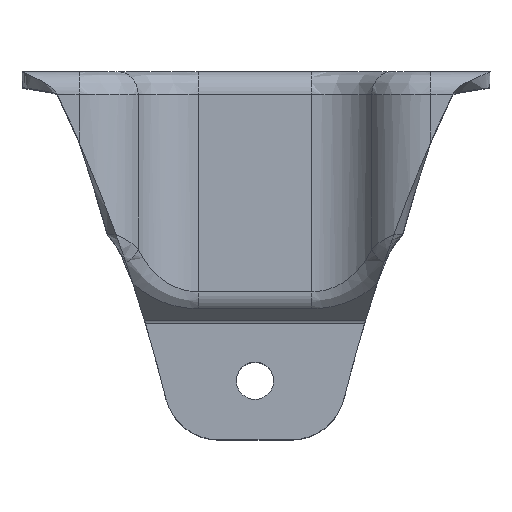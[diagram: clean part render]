
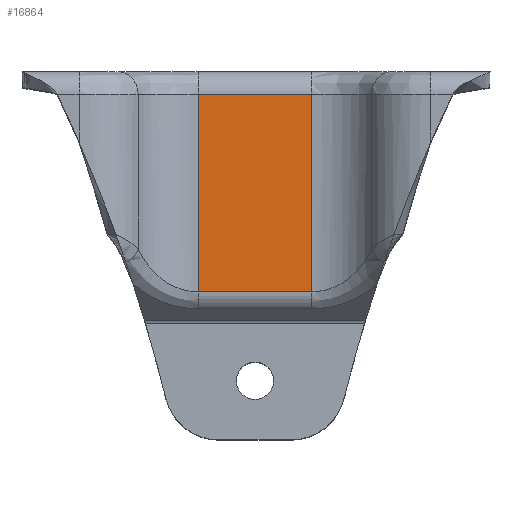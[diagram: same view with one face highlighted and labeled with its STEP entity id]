
A CAD part, top view. The second image highlights one B-rep face of the part: STEP entity #16864.
In plain terms, the highlighted planar face has unit normal (0, 0, 1).
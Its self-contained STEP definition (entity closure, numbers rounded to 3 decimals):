
#338 = VECTOR ( 'NONE', #17100, 1000. ) ;
#495 = CARTESIAN_POINT ( 'NONE',  ( -12.45, -5., 29.345 ) ) ;
#1189 = DIRECTION ( 'NONE',  ( 1., 0., 0. ) ) ;
#1629 = EDGE_CURVE ( 'NONE', #5334, #4631, #19659, .T. ) ;
#1865 = ORIENTED_EDGE ( 'NONE', *, *, #1629, .T. ) ;
#4631 = VERTEX_POINT ( 'NONE', #7490 ) ;
#5334 = VERTEX_POINT ( 'NONE', #495 ) ;
#6334 = DIRECTION ( 'NONE',  ( 0., 1., 0. ) ) ;
#6575 = VECTOR ( 'NONE', #15611, 1000. ) ;
#6632 = PLANE ( 'NONE',  #21147 ) ;
#7159 = VERTEX_POINT ( 'NONE', #14012 ) ;
#7490 = CARTESIAN_POINT ( 'NONE',  ( -12.45, -48.411, 29.345 ) ) ;
#8176 = ORIENTED_EDGE ( 'NONE', *, *, #10018, .T. ) ;
#8573 = ORIENTED_EDGE ( 'NONE', *, *, #19425, .F. ) ;
#9030 = DIRECTION ( 'NONE',  ( -1., 0., 0. ) ) ;
#9613 = ORIENTED_EDGE ( 'NONE', *, *, #11606, .T. ) ;
#10018 = EDGE_CURVE ( 'NONE', #4631, #11175, #23008, .T. ) ;
#11175 = VERTEX_POINT ( 'NONE', #24161 ) ;
#11606 = EDGE_CURVE ( 'NONE', #11175, #7159, #18237, .T. ) ;
#12674 = VECTOR ( 'NONE', #1189, 1000. ) ;
#13269 = DIRECTION ( 'NONE',  ( 0., 0., 1. ) ) ;
#13714 = CARTESIAN_POINT ( 'NONE',  ( 12.45, -5., 29.345 ) ) ;
#13845 = LINE ( 'NONE', #13714, #12674 ) ;
#14012 = CARTESIAN_POINT ( 'NONE',  ( 12.45, -5., 29.345 ) ) ;
#14642 = CARTESIAN_POINT ( 'NONE',  ( 12.45, -48.411, 29.345 ) ) ;
#15611 = DIRECTION ( 'NONE',  ( 0., -1., 0. ) ) ;
#16864 = ADVANCED_FACE ( 'NONE', ( #19052 ), #6632, .T. ) ;
#17100 = DIRECTION ( 'NONE',  ( 1., 0., 0. ) ) ;
#18237 = LINE ( 'NONE', #26447, #19193 ) ;
#19052 = FACE_OUTER_BOUND ( 'NONE', #26097, .T. ) ;
#19193 = VECTOR ( 'NONE', #6334, 1000. ) ;
#19425 = EDGE_CURVE ( 'NONE', #5334, #7159, #13845, .T. ) ;
#19659 = LINE ( 'NONE', #21423, #6575 ) ;
#21147 = AXIS2_PLACEMENT_3D ( 'NONE', #23517, #13269, #9030 ) ;
#21423 = CARTESIAN_POINT ( 'NONE',  ( -12.45, 0., 29.345 ) ) ;
#23008 = LINE ( 'NONE', #14642, #338 ) ;
#23517 = CARTESIAN_POINT ( 'NONE',  ( 12.45, 0., 29.345 ) ) ;
#24161 = CARTESIAN_POINT ( 'NONE',  ( 12.45, -48.411, 29.345 ) ) ;
#26097 = EDGE_LOOP ( 'NONE', ( #1865, #8176, #9613, #8573 ) ) ;
#26447 = CARTESIAN_POINT ( 'NONE',  ( 12.45, 0., 29.345 ) ) ;
